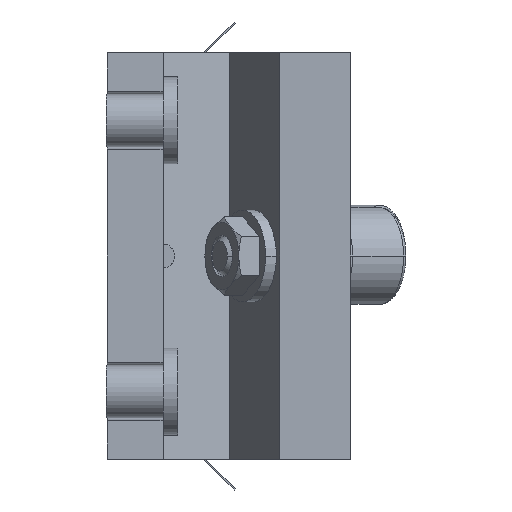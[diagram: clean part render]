
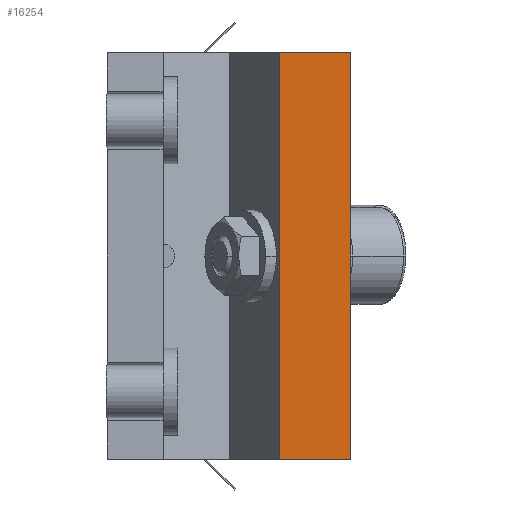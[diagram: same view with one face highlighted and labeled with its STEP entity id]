
A CAD part, left-side view. The second image highlights one B-rep face of the part: STEP entity #16254.
In plain terms, the highlighted planar face has unit normal (-1, 0, 0).
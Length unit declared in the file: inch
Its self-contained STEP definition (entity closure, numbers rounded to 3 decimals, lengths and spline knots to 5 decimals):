
#1311 = DIRECTION ( 'NONE',  ( 0., -1., 0. ) ) ;
#1420 = ORIENTED_EDGE ( 'NONE', *, *, #19880, .F. ) ;
#1707 = CARTESIAN_POINT ( 'NONE',  ( -1.375, 0.07217, -1.3125 ) ) ;
#1811 = CARTESIAN_POINT ( 'NONE',  ( -1.375, 0.07217, 1.3125 ) ) ;
#1978 = VECTOR ( 'NONE', #7921, 39.37008 ) ;
#2666 = EDGE_LOOP ( 'NONE', ( #1420, #18126, #5876, #17548 ) ) ;
#3597 = PLANE ( 'NONE',  #11862 ) ;
#4114 = CARTESIAN_POINT ( 'NONE',  ( -1.375, -0.385, 1.3125 ) ) ;
#4709 = VERTEX_POINT ( 'NONE', #13300 ) ;
#4870 = DIRECTION ( 'NONE',  ( 0., -1., 0. ) ) ;
#5405 = EDGE_CURVE ( 'NONE', #8773, #9241, #18246, .T. ) ;
#5876 = ORIENTED_EDGE ( 'NONE', *, *, #5405, .T. ) ;
#7806 = VECTOR ( 'NONE', #1311, 39.37008 ) ;
#7921 = DIRECTION ( 'NONE',  ( 0., 0., 1. ) ) ;
#8773 = VERTEX_POINT ( 'NONE', #11807 ) ;
#8796 = DIRECTION ( 'NONE',  ( 0., 0., 1. ) ) ;
#8936 = CARTESIAN_POINT ( 'NONE',  ( -1.375, 0.07217, -1.3125 ) ) ;
#9241 = VERTEX_POINT ( 'NONE', #16311 ) ;
#9899 = VERTEX_POINT ( 'NONE', #4114 ) ;
#9917 = EDGE_CURVE ( 'NONE', #9241, #9899, #15013, .T. ) ;
#10646 = EDGE_CURVE ( 'NONE', #8773, #4709, #10805, .T. ) ;
#10805 = LINE ( 'NONE', #1707, #1978 ) ;
#11696 = CARTESIAN_POINT ( 'NONE',  ( -1.375, -0.385, -1.3125 ) ) ;
#11777 = DIRECTION ( 'NONE',  ( 0., 0., 1. ) ) ;
#11807 = CARTESIAN_POINT ( 'NONE',  ( -1.375, 0.07217, -1.3125 ) ) ;
#11862 = AXIS2_PLACEMENT_3D ( 'NONE', #16142, #16414, #11777 ) ;
#13300 = CARTESIAN_POINT ( 'NONE',  ( -1.375, 0.07217, 1.3125 ) ) ;
#15013 = LINE ( 'NONE', #11696, #17216 ) ;
#15346 = VECTOR ( 'NONE', #4870, 39.37008 ) ;
#16142 = CARTESIAN_POINT ( 'NONE',  ( -1.375, 0.07217, -1.3125 ) ) ;
#16254 = ADVANCED_FACE ( 'NONE', ( #18921 ), #3597, .T. ) ;
#16311 = CARTESIAN_POINT ( 'NONE',  ( -1.375, -0.385, -1.3125 ) ) ;
#16414 = DIRECTION ( 'NONE',  ( -1., 0., 0. ) ) ;
#17216 = VECTOR ( 'NONE', #8796, 39.37008 ) ;
#17548 = ORIENTED_EDGE ( 'NONE', *, *, #9917, .T. ) ;
#18126 = ORIENTED_EDGE ( 'NONE', *, *, #10646, .F. ) ;
#18246 = LINE ( 'NONE', #8936, #7806 ) ;
#18763 = LINE ( 'NONE', #1811, #15346 ) ;
#18921 = FACE_OUTER_BOUND ( 'NONE', #2666, .T. ) ;
#19880 = EDGE_CURVE ( 'NONE', #4709, #9899, #18763, .T. ) ;
